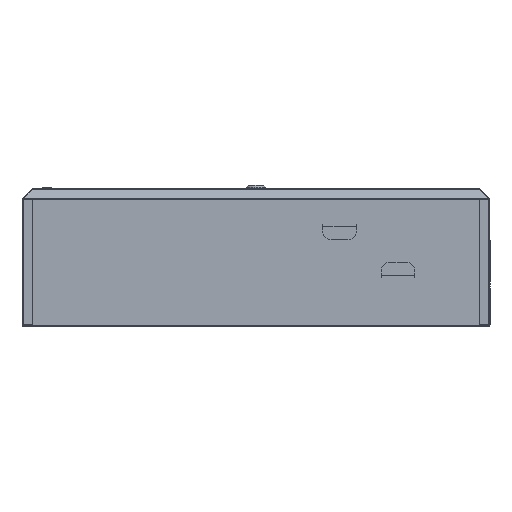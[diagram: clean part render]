
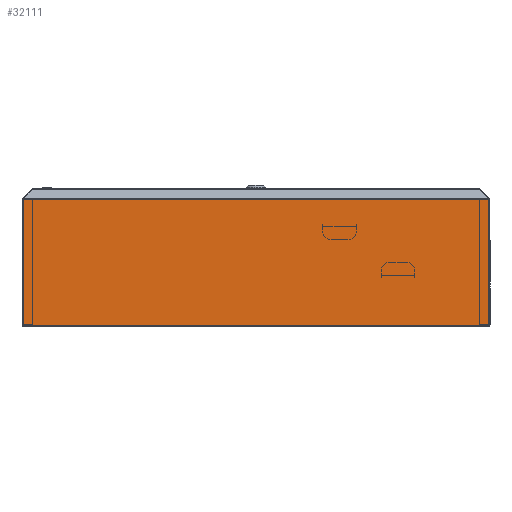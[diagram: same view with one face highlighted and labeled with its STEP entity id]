
A CAD part, left-side view. The second image highlights one B-rep face of the part: STEP entity #32111.
In plain terms, the highlighted planar face has unit normal (-1, 0, 0).
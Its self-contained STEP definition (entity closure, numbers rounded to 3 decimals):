
#131 = VERTEX_POINT ( 'NONE', #41526 ) ;
#1404 = VECTOR ( 'NONE', #5312, 1000. ) ;
#2028 = EDGE_CURVE ( 'NONE', #39083, #36285, #25276, .T. ) ;
#2934 = VERTEX_POINT ( 'NONE', #28484 ) ;
#5312 = DIRECTION ( 'NONE',  ( 0., 1., 0. ) ) ;
#5990 = EDGE_CURVE ( 'NONE', #2934, #36285, #21703, .T. ) ;
#7465 = DIRECTION ( 'NONE',  ( 1., 0., 0. ) ) ;
#7618 = CARTESIAN_POINT ( 'NONE',  ( 0., 0., 0. ) ) ;
#7894 = CARTESIAN_POINT ( 'NONE',  ( 0., 556.6, 1. ) ) ;
#9652 = LINE ( 'NONE', #40432, #1404 ) ;
#11136 = PLANE ( 'NONE',  #45287 ) ;
#12554 = EDGE_LOOP ( 'NONE', ( #33150, #42361, #32549, #23102 ) ) ;
#12578 = CARTESIAN_POINT ( 'NONE',  ( 0., 556.6, 0. ) ) ;
#14662 = DIRECTION ( 'NONE',  ( 0., 0., -1. ) ) ;
#17155 = CARTESIAN_POINT ( 'NONE',  ( 0., 0., 0. ) ) ;
#17655 = EDGE_CURVE ( 'NONE', #39083, #131, #21338, .T. ) ;
#19901 = CARTESIAN_POINT ( 'NONE',  ( 0., 0., 1. ) ) ;
#21338 = LINE ( 'NONE', #17155, #38896 ) ;
#21703 = LINE ( 'NONE', #12578, #42590 ) ;
#23093 = VECTOR ( 'NONE', #37294, 1000. ) ;
#23102 = ORIENTED_EDGE ( 'NONE', *, *, #5990, .T. ) ;
#24049 = DIRECTION ( 'NONE',  ( 0., 0., 1. ) ) ;
#25276 = LINE ( 'NONE', #7894, #23093 ) ;
#28484 = CARTESIAN_POINT ( 'NONE',  ( 0., 556.6, 151.4 ) ) ;
#32111 = ADVANCED_FACE ( 'NONE', ( #45360 ), #11136, .F. ) ;
#32549 = ORIENTED_EDGE ( 'NONE', *, *, #41243, .T. ) ;
#33150 = ORIENTED_EDGE ( 'NONE', *, *, #2028, .F. ) ;
#36285 = VERTEX_POINT ( 'NONE', #43115 ) ;
#37294 = DIRECTION ( 'NONE',  ( 0., 1., 0. ) ) ;
#38896 = VECTOR ( 'NONE', #24049, 1000. ) ;
#39083 = VERTEX_POINT ( 'NONE', #19901 ) ;
#40432 = CARTESIAN_POINT ( 'NONE',  ( 0., 0., 151.4 ) ) ;
#40651 = DIRECTION ( 'NONE',  ( 0., 0., -1. ) ) ;
#41243 = EDGE_CURVE ( 'NONE', #131, #2934, #9652, .T. ) ;
#41526 = CARTESIAN_POINT ( 'NONE',  ( 0., 0., 151.4 ) ) ;
#42361 = ORIENTED_EDGE ( 'NONE', *, *, #17655, .T. ) ;
#42590 = VECTOR ( 'NONE', #40651, 1000. ) ;
#43115 = CARTESIAN_POINT ( 'NONE',  ( 0., 556.6, 1. ) ) ;
#45287 = AXIS2_PLACEMENT_3D ( 'NONE', #7618, #7465, #14662 ) ;
#45360 = FACE_OUTER_BOUND ( 'NONE', #12554, .T. ) ;
